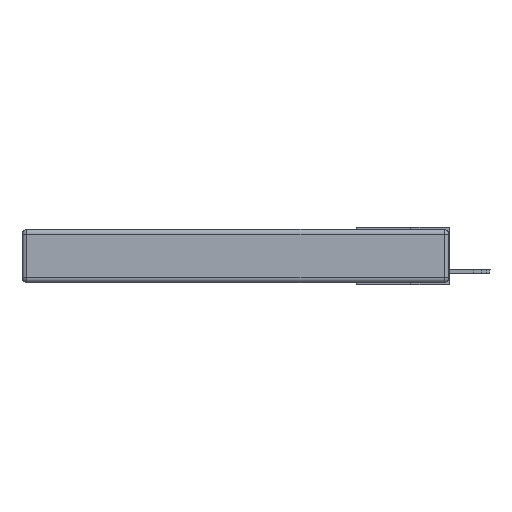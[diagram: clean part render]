
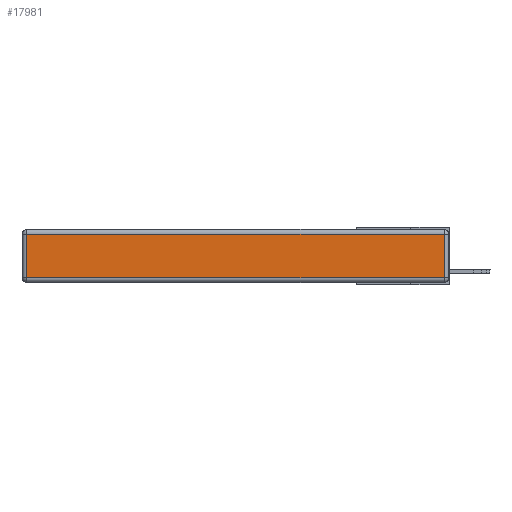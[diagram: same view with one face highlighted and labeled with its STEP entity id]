
A CAD part, left-side view. The second image highlights one B-rep face of the part: STEP entity #17981.
In plain terms, the highlighted planar face has unit normal (-1, 0, 0).
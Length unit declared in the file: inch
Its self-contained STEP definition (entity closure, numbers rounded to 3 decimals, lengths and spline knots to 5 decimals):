
#34 = EDGE_CURVE ( 'NONE', #3489, #4704, #9223, .T. ) ;
#124 = LINE ( 'NONE', #4057, #17586 ) ;
#180 = CARTESIAN_POINT ( 'NONE',  ( 0., 0., -0.343 ) ) ;
#326 = DIRECTION ( 'NONE',  ( -1., 0., 0. ) ) ;
#609 = LINE ( 'NONE', #13397, #21838 ) ;
#2141 = DIRECTION ( 'NONE',  ( 0., 0., -1. ) ) ;
#2483 = DIRECTION ( 'NONE',  ( 0., -1., 0. ) ) ;
#3024 = EDGE_LOOP ( 'NONE', ( #7409, #18932, #16991, #4456 ) ) ;
#3489 = VERTEX_POINT ( 'NONE', #9206 ) ;
#4057 = CARTESIAN_POINT ( 'NONE',  ( 0., 0., -0.313 ) ) ;
#4456 = ORIENTED_EDGE ( 'NONE', *, *, #34, .T. ) ;
#4704 = VERTEX_POINT ( 'NONE', #19735 ) ;
#4997 = DIRECTION ( 'NONE',  ( 0., 0., 1. ) ) ;
#5736 = EDGE_CURVE ( 'NONE', #4704, #8797, #124, .T. ) ;
#6169 = EDGE_CURVE ( 'NONE', #21420, #3489, #609, .T. ) ;
#6966 = LINE ( 'NONE', #20335, #9606 ) ;
#7178 = CARTESIAN_POINT ( 'NONE',  ( 0., 0.03, -0.313 ) ) ;
#7409 = ORIENTED_EDGE ( 'NONE', *, *, #5736, .T. ) ;
#8797 = VERTEX_POINT ( 'NONE', #7178 ) ;
#9206 = CARTESIAN_POINT ( 'NONE',  ( 0., 2.72, -0.03 ) ) ;
#9223 = LINE ( 'NONE', #17828, #12978 ) ;
#9606 = VECTOR ( 'NONE', #4997, 39.37008 ) ;
#10061 = DIRECTION ( 'NONE',  ( 0., 1., 0. ) ) ;
#10566 = PLANE ( 'NONE',  #13429 ) ;
#12136 = EDGE_CURVE ( 'NONE', #8797, #21420, #6966, .T. ) ;
#12978 = VECTOR ( 'NONE', #2141, 39.37008 ) ;
#13397 = CARTESIAN_POINT ( 'NONE',  ( 0., 2.75, -0.03 ) ) ;
#13429 = AXIS2_PLACEMENT_3D ( 'NONE', #180, #326, #13883 ) ;
#13883 = DIRECTION ( 'NONE',  ( 0., 0., 1. ) ) ;
#14913 = CARTESIAN_POINT ( 'NONE',  ( 0., 0.03, -0.03 ) ) ;
#16308 = FACE_OUTER_BOUND ( 'NONE', #3024, .T. ) ;
#16991 = ORIENTED_EDGE ( 'NONE', *, *, #6169, .T. ) ;
#17586 = VECTOR ( 'NONE', #2483, 39.37008 ) ;
#17828 = CARTESIAN_POINT ( 'NONE',  ( 0., 2.72, -0.343 ) ) ;
#17981 = ADVANCED_FACE ( 'NONE', ( #16308 ), #10566, .T. ) ;
#18932 = ORIENTED_EDGE ( 'NONE', *, *, #12136, .T. ) ;
#19735 = CARTESIAN_POINT ( 'NONE',  ( 0., 2.72, -0.313 ) ) ;
#20335 = CARTESIAN_POINT ( 'NONE',  ( 0., 0.03, -0.343 ) ) ;
#21420 = VERTEX_POINT ( 'NONE', #14913 ) ;
#21838 = VECTOR ( 'NONE', #10061, 39.37008 ) ;
